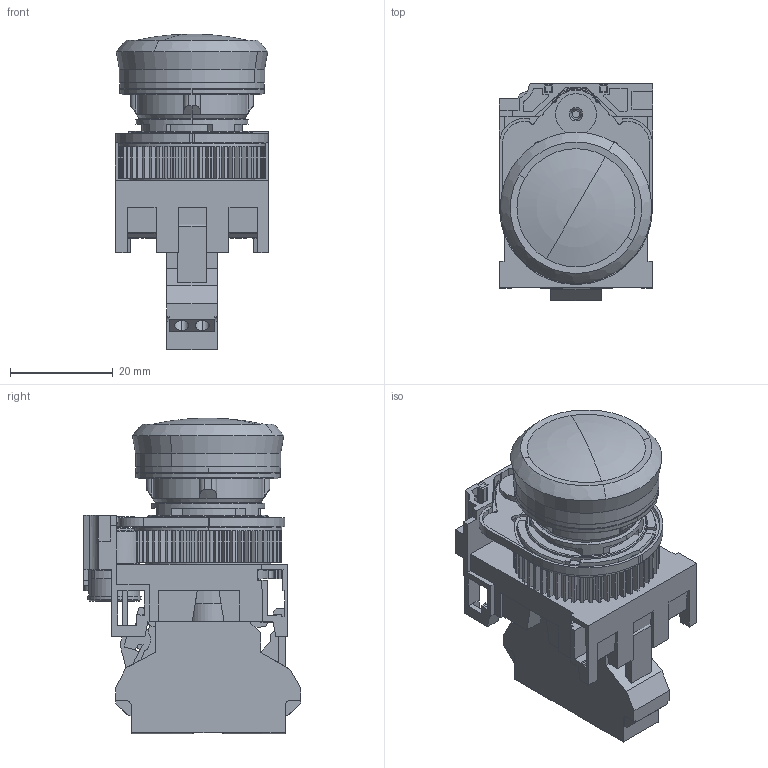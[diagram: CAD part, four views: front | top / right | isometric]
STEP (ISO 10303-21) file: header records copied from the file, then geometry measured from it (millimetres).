
FILE_DESCRIPTION(('STEP AP214'),'1');
FILE_NAME('cctmp_ECA5BC0E-254A-4EA3-A4B6-01EDD94996F2_2025_10_07_17_35_07_0703..stp','2025-10-07T15:35:09',('SIEMENS A&D'),('CADClick - www.CADClick.com'),'Spatial InterOp 3D postprocessed',' ','unknown authorization');
FILE_SCHEMA(('AUTOMOTIVE_DESIGN'));
Length unit declared in the file: millimetre
Products named in the file (4): cc_unnamed; 0_2; 0_1; 0
Assembly tree (3 placements, depth 2):
  cc_unnamed
    0_2
    0_1
    0
Bounding box: 29.8 x 42.28 x 61.5 mm (x, y, z)
Volume: 23379.6 mm3; surface area: 22170.1 mm2
Topology: 3 solids, 3 shells, 1913 faces, 5394 edges, 3538 vertices
Faces by surface type: plane 1352, cylinder 501, cone 56, torus 4
Entity records: 67899 total; most frequent: CARTESIAN_POINT 11301, ORIENTED_EDGE 10780, DIRECTION 10614, EDGE_CURVE 5390, LINE 3870, VECTOR 3870, VERTEX_POINT 3538, AXIS2_PLACEMENT_3D 3372
